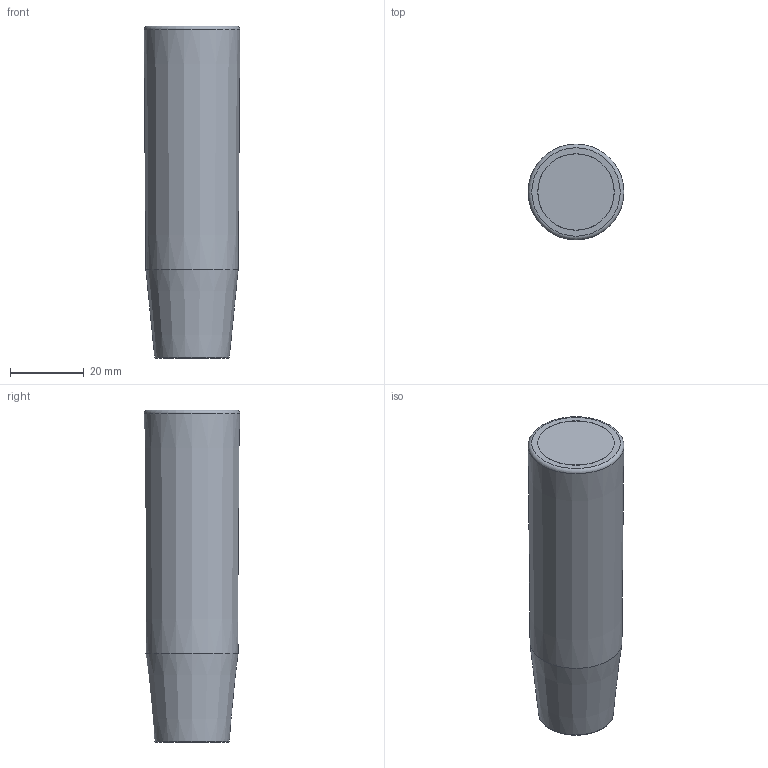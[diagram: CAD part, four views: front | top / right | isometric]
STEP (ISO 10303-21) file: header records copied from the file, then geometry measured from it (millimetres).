
FILE_DESCRIPTION( ( 'Unknown' ), '1' );
FILE_NAME( '6362250_PMA_26_10.stp', 'Unknown', ( 'Unknown' ), ( 'Unknown' ), 'PSStep 15.0.49', 'Unknown', ' ' );
FILE_SCHEMA( ( 'AUTOMOTIVE_DESIGN { 1 0 10303 214 1 1 1 1 }' ) );
Length unit declared in the file: millimetre
Products named in the file (1): 1564
Bounding box: 25.98 x 25.98 x 90 mm (x, y, z)
Volume: 41053.6 mm3; surface area: 9093.8 mm2
Topology: 1 solids, 2 shells, 16 faces, 29 edges, 19 vertices
Faces by surface type: plane 6, torus 5, cylinder 3, cone 2
Full cylindrical faces by diameter (mm): 10 x1, 17.8 x1, 20.75 x1
Entity records: 450 total; most frequent: DIRECTION 62, CARTESIAN_POINT 46, AXIS2_PLACEMENT_3D 31, EDGE_LOOP 28, ORIENTED_EDGE 28, FACE_OUTER_BOUND 24, STYLED_ITEM 16, PRESENTATION_STYLE_ASSIGNMENT 16
